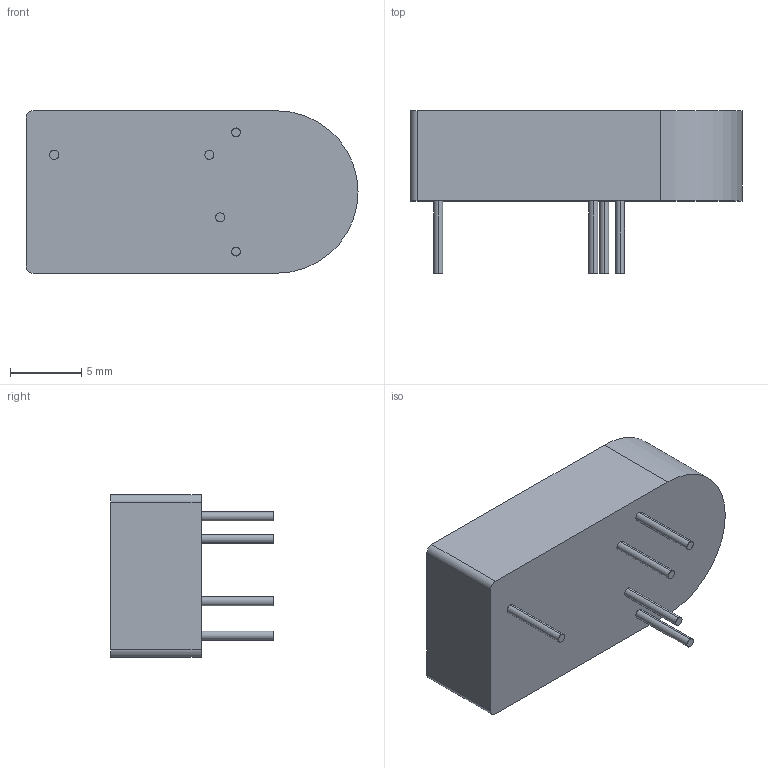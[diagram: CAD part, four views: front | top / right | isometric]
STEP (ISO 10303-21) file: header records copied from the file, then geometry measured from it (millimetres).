
FILE_DESCRIPTION (( 'STEP AP214' ), '1' );
FILE_NAME ('A01-20.STEP', '2017-10-16T22:46:57', ( '' ), ( '' ), 'SwSTEP 2.0', 'SolidWorks 2017', '' );
FILE_SCHEMA (( 'AUTOMOTIVE_DESIGN' ));
Length unit declared in the file: inch
Products named in the file (1): A01-20
Bounding box: 23.37 x 11.43 x 11.43 mm (x, y, z)
Volume: 1614.4 mm3; surface area: 964.6 mm2
Topology: 1 solids, 1 shells, 23 faces, 48 edges, 32 vertices
Faces by surface type: cylinder 13, plane 10
Entity records: 772 total; most frequent: DIRECTION 122, CARTESIAN_POINT 104, ORIENTED_EDGE 96, AXIS2_PLACEMENT_3D 50, EDGE_CURVE 48, VERTEX_POINT 32, EDGE_LOOP 28, CIRCLE 26
